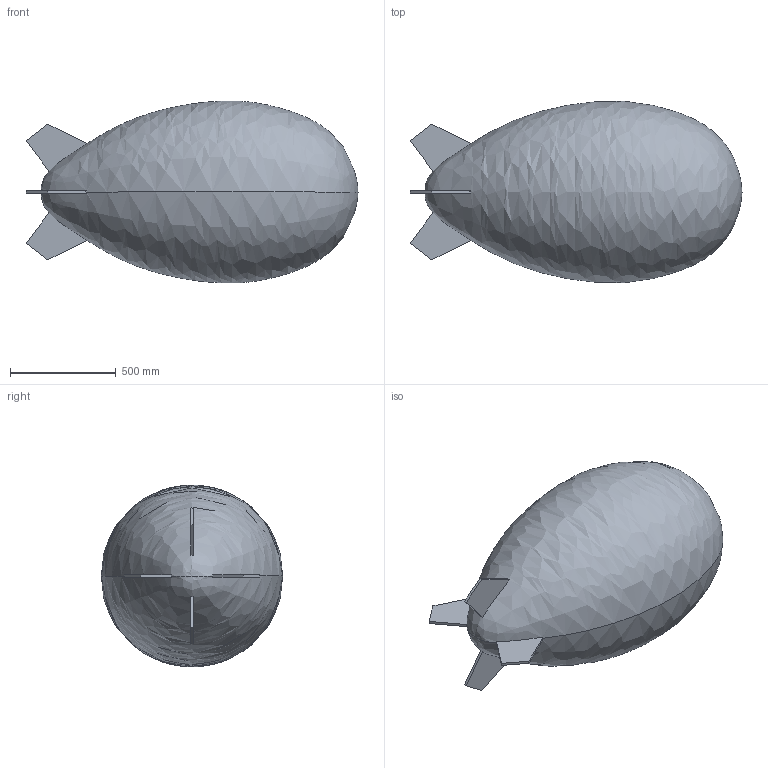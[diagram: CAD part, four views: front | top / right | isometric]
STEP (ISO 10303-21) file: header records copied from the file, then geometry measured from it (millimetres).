
FILE_DESCRIPTION (( 'STEP AP203' ), '1' );
FILE_NAME ('enveloppe_dir_Défaut_sldprt.STEP', '2024-02-29T09:19:55', ( '' ), ( '' ), 'SwSTEP 2.0', 'SolidWorks 2023', '' );
FILE_SCHEMA (( 'CONFIG_CONTROL_DESIGN' ));
Length unit declared in the file: millimetre
Products named in the file (1): enveloppe_dir_Défaut_sldprt
Bounding box: 1571.96 x 858.04 x 861.51 mm (x, y, z)
Volume: 551951058.5 mm3; surface area: 3687541.1 mm2
Topology: 1 solids, 1 shells, 26 faces, 72 edges, 46 vertices
Faces by surface type: plane 24, bspline 2
Entity records: 1177 total; most frequent: CARTESIAN_POINT 509, ORIENTED_EDGE 136, DIRECTION 94, EDGE_CURVE 68, VERTEX_POINT 46, VECTOR 44, LINE 44, EDGE_LOOP 28
